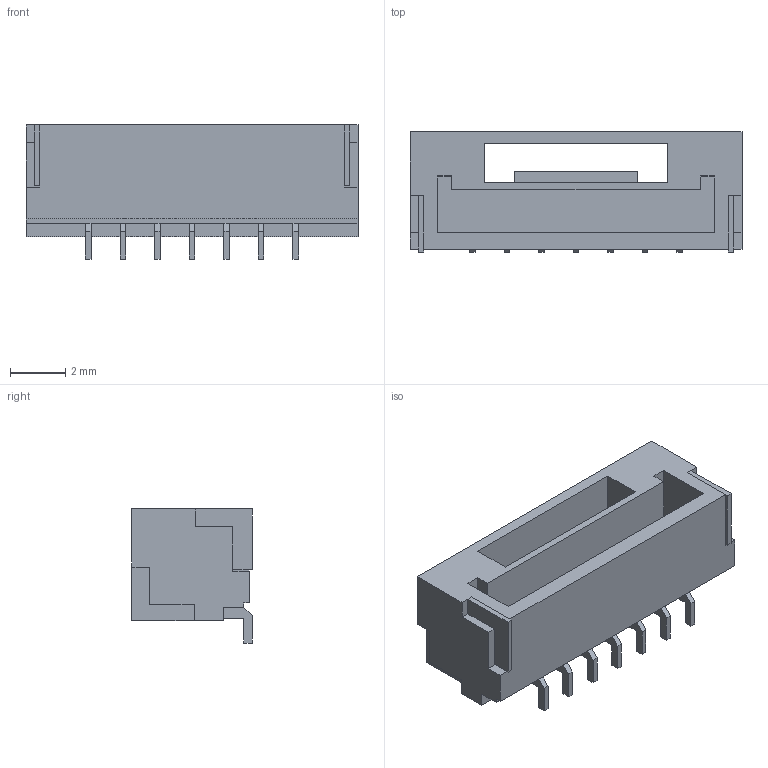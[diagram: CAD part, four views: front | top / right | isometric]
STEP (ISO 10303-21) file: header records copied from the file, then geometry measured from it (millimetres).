
FILE_DESCRIPTION (( 'STEP AP214' ), '1' );
FILE_NAME ('JST SM07B-GHS-TB.STEP', '2015-11-28T06:48:42', ( '' ), ( '' ), 'SwSTEP 2.0', 'SolidWorks 2015', '' );
FILE_SCHEMA (( 'AUTOMOTIVE_DESIGN' ));
Length unit declared in the file: millimetre
Products named in the file (1): JST SM07B-GHS-TB
Bounding box: 12 x 4.35 x 4.85 mm (x, y, z)
Volume: 120.4 mm3; surface area: 362.4 mm2
Topology: 1 solids, 1 shells, 114 faces, 312 edges, 202 vertices
Faces by surface type: plane 114
Entity records: 4804 total; most frequent: CARTESIAN_POINT 629, ORIENTED_EDGE 624, DIRECTION 542, EDGE_CURVE 312, LINE 312, VECTOR 312, VERTEX_POINT 202, EDGE_LOOP 118
